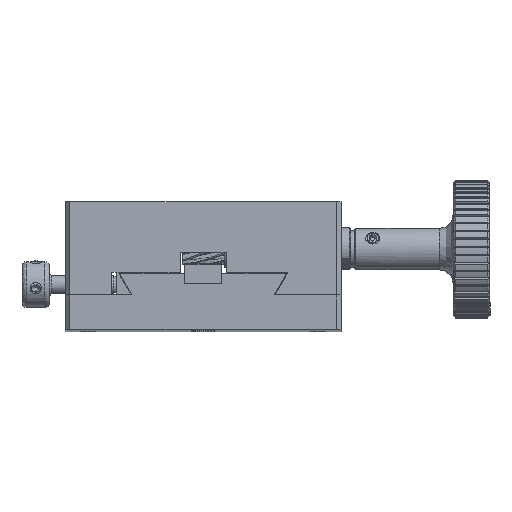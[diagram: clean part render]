
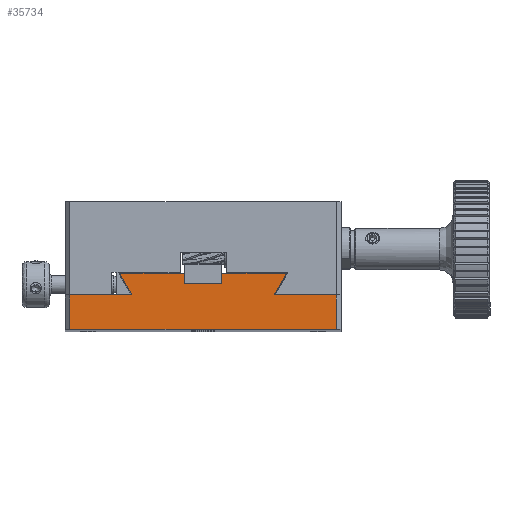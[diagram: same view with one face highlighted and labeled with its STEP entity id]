
A CAD part, top view. The second image highlights one B-rep face of the part: STEP entity #35734.
In plain terms, the highlighted planar face has unit normal (0, 0, 1).
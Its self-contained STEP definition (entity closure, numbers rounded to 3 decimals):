
#780 = ORIENTED_EDGE ( 'NONE', *, *, #62900, .F. ) ;
#2856 = ORIENTED_EDGE ( 'NONE', *, *, #53574, .F. ) ;
#3293 = DIRECTION ( 'NONE',  ( -1., 0., 0. ) ) ;
#3379 = EDGE_CURVE ( 'NONE', #35980, #31973, #20607, .T. ) ;
#3502 = ORIENTED_EDGE ( 'NONE', *, *, #78049, .F. ) ;
#4184 = EDGE_CURVE ( 'NONE', #31973, #60785, #65015, .T. ) ;
#5889 = LINE ( 'NONE', #29696, #42768 ) ;
#7632 = ORIENTED_EDGE ( 'NONE', *, *, #50300, .F. ) ;
#7859 = VECTOR ( 'NONE', #58891, 1000. ) ;
#8127 = CARTESIAN_POINT ( 'NONE',  ( 141.908, 59.025, 214.105 ) ) ;
#8931 = EDGE_CURVE ( 'NONE', #94909, #23852, #73083, .T. ) ;
#9141 = CARTESIAN_POINT ( 'NONE',  ( 128.408, 59.025, 214.105 ) ) ;
#9799 = LINE ( 'NONE', #26348, #88634 ) ;
#10708 = LINE ( 'NONE', #17978, #19732 ) ;
#11050 = PLANE ( 'NONE',  #64477 ) ;
#11463 = VECTOR ( 'NONE', #42127, 1000. ) ;
#11735 = VERTEX_POINT ( 'NONE', #80228 ) ;
#12144 = ORIENTED_EDGE ( 'NONE', *, *, #4184, .F. ) ;
#13545 = EDGE_CURVE ( 'NONE', #83227, #47906, #17814, .T. ) ;
#14012 = LINE ( 'NONE', #45581, #86852 ) ;
#14701 = ORIENTED_EDGE ( 'NONE', *, *, #58944, .F. ) ;
#16451 = DIRECTION ( 'NONE',  ( -0.5, 0.866, 0. ) ) ;
#16989 = EDGE_LOOP ( 'NONE', ( #14701, #12144, #84730, #21968, #2856, #60760, #80649, #31139, #7632, #96144, #780, #63313, #3502, #37562 ) ) ;
#17783 = VECTOR ( 'NONE', #96095, 1000. ) ;
#17814 = LINE ( 'NONE', #25060, #11463 ) ;
#17978 = CARTESIAN_POINT ( 'NONE',  ( 116.958, 51.525, 214.105 ) ) ;
#19732 = VECTOR ( 'NONE', #49536, 1000. ) ;
#20607 = LINE ( 'NONE', #66658, #7859 ) ;
#21665 = CARTESIAN_POINT ( 'NONE',  ( 97.408, 59.025, 214.105 ) ) ;
#21968 = ORIENTED_EDGE ( 'NONE', *, *, #32728, .T. ) ;
#23852 = VERTEX_POINT ( 'NONE', #86816 ) ;
#24338 = DIRECTION ( 'NONE',  ( 0., -1., 0. ) ) ;
#25060 = CARTESIAN_POINT ( 'NONE',  ( 142.908, 51.525, 214.105 ) ) ;
#26348 = CARTESIAN_POINT ( 'NONE',  ( 141.908, 51.525, 214.105 ) ) ;
#26500 = CARTESIAN_POINT ( 'NONE',  ( 108.858, 61.425, 214.105 ) ) ;
#27053 = DIRECTION ( 'NONE',  ( 0., 1., 0. ) ) ;
#29142 = CARTESIAN_POINT ( 'NONE',  ( 130.822, 63.206, 214.105 ) ) ;
#29696 = CARTESIAN_POINT ( 'NONE',  ( 112.908, 63.725, 214.105 ) ) ;
#31139 = ORIENTED_EDGE ( 'NONE', *, *, #86791, .F. ) ;
#31973 = VERTEX_POINT ( 'NONE', #9141 ) ;
#32728 = EDGE_CURVE ( 'NONE', #35980, #101767, #33468, .T. ) ;
#33148 = LINE ( 'NONE', #64716, #45169 ) ;
#33186 = CARTESIAN_POINT ( 'NONE',  ( 112.908, 63.725, 214.105 ) ) ;
#33468 = LINE ( 'NONE', #80590, #41277 ) ;
#35734 = ADVANCED_FACE ( 'NONE', ( #58662 ), #11050, .F. ) ;
#35980 = VERTEX_POINT ( 'NONE', #29142 ) ;
#37562 = ORIENTED_EDGE ( 'NONE', *, *, #13545, .T. ) ;
#41277 = VECTOR ( 'NONE', #88342, 1000. ) ;
#41919 = LINE ( 'NONE', #57956, #69992 ) ;
#42127 = DIRECTION ( 'NONE',  ( 1., 0., 0. ) ) ;
#42439 = VERTEX_POINT ( 'NONE', #91138 ) ;
#42624 = CARTESIAN_POINT ( 'NONE',  ( 112.908, 51.525, 214.105 ) ) ;
#42768 = VECTOR ( 'NONE', #53488, 1000. ) ;
#45169 = VECTOR ( 'NONE', #24338, 1000. ) ;
#45581 = CARTESIAN_POINT ( 'NONE',  ( 97.408, 59.025, 214.105 ) ) ;
#47089 = VERTEX_POINT ( 'NONE', #21665 ) ;
#47708 = DIRECTION ( 'NONE',  ( 1., 0., 0. ) ) ;
#47906 = VERTEX_POINT ( 'NONE', #97176 ) ;
#48054 = EDGE_CURVE ( 'NONE', #23852, #62628, #10708, .T. ) ;
#48731 = CARTESIAN_POINT ( 'NONE',  ( 112.908, 61.425, 214.105 ) ) ;
#49536 = DIRECTION ( 'NONE',  ( 0., 1., 0. ) ) ;
#50300 = EDGE_CURVE ( 'NONE', #85242, #11735, #5889, .T. ) ;
#53488 = DIRECTION ( 'NONE',  ( 1., 0., 0. ) ) ;
#53574 = EDGE_CURVE ( 'NONE', #62628, #101767, #72523, .T. ) ;
#57473 = CARTESIAN_POINT ( 'NONE',  ( 130.822, 63.725, 214.105 ) ) ;
#57956 = CARTESIAN_POINT ( 'NONE',  ( 112.908, 59.025, 214.105 ) ) ;
#58662 = FACE_OUTER_BOUND ( 'NONE', #16989, .T. ) ;
#58891 = DIRECTION ( 'NONE',  ( -0.5, -0.866, 0. ) ) ;
#58944 = EDGE_CURVE ( 'NONE', #60785, #47906, #9799, .T. ) ;
#60760 = ORIENTED_EDGE ( 'NONE', *, *, #48054, .F. ) ;
#60785 = VERTEX_POINT ( 'NONE', #8127 ) ;
#62628 = VERTEX_POINT ( 'NONE', #63038 ) ;
#62900 = EDGE_CURVE ( 'NONE', #47089, #79879, #14012, .T. ) ;
#63038 = CARTESIAN_POINT ( 'NONE',  ( 116.958, 63.725, 214.105 ) ) ;
#63313 = ORIENTED_EDGE ( 'NONE', *, *, #87326, .F. ) ;
#64327 = LINE ( 'NONE', #87639, #70037 ) ;
#64405 = VECTOR ( 'NONE', #96336, 1000. ) ;
#64477 = AXIS2_PLACEMENT_3D ( 'NONE', #42624, #74209, #3293 ) ;
#64716 = CARTESIAN_POINT ( 'NONE',  ( 108.858, 51.525, 214.105 ) ) ;
#65015 = LINE ( 'NONE', #71759, #17783 ) ;
#66386 = LINE ( 'NONE', #89702, #78412 ) ;
#66658 = CARTESIAN_POINT ( 'NONE',  ( 130.822, 63.206, 214.105 ) ) ;
#69203 = VECTOR ( 'NONE', #47708, 1000. ) ;
#69992 = VECTOR ( 'NONE', #75045, 1000. ) ;
#70037 = VECTOR ( 'NONE', #87120, 1000. ) ;
#71759 = CARTESIAN_POINT ( 'NONE',  ( 112.908, 59.025, 214.105 ) ) ;
#72447 = DIRECTION ( 'NONE',  ( 0., -1., 0. ) ) ;
#72523 = LINE ( 'NONE', #33186, #64405 ) ;
#73083 = LINE ( 'NONE', #48731, #69203 ) ;
#74209 = DIRECTION ( 'NONE',  ( 0., 0., -1. ) ) ;
#75045 = DIRECTION ( 'NONE',  ( 1., 0., 0. ) ) ;
#78049 = EDGE_CURVE ( 'NONE', #83227, #42439, #66386, .T. ) ;
#78412 = VECTOR ( 'NONE', #27053, 1000. ) ;
#79879 = VERTEX_POINT ( 'NONE', #92281 ) ;
#80228 = CARTESIAN_POINT ( 'NONE',  ( 108.858, 63.725, 214.105 ) ) ;
#80590 = CARTESIAN_POINT ( 'NONE',  ( 130.822, 63.725, 214.105 ) ) ;
#80649 = ORIENTED_EDGE ( 'NONE', *, *, #8931, .F. ) ;
#83227 = VERTEX_POINT ( 'NONE', #91413 ) ;
#84730 = ORIENTED_EDGE ( 'NONE', *, *, #3379, .F. ) ;
#85242 = VERTEX_POINT ( 'NONE', #98977 ) ;
#86791 = EDGE_CURVE ( 'NONE', #11735, #94909, #33148, .T. ) ;
#86816 = CARTESIAN_POINT ( 'NONE',  ( 116.958, 61.425, 214.105 ) ) ;
#86852 = VECTOR ( 'NONE', #16451, 1000. ) ;
#87120 = DIRECTION ( 'NONE',  ( 0., -1., 0. ) ) ;
#87326 = EDGE_CURVE ( 'NONE', #42439, #47089, #41919, .T. ) ;
#87639 = CARTESIAN_POINT ( 'NONE',  ( 94.995, 63.725, 214.105 ) ) ;
#88342 = DIRECTION ( 'NONE',  ( 0., 1., 0. ) ) ;
#88634 = VECTOR ( 'NONE', #72447, 1000. ) ;
#89702 = CARTESIAN_POINT ( 'NONE',  ( 83.908, 51.525, 214.105 ) ) ;
#90790 = EDGE_CURVE ( 'NONE', #85242, #79879, #64327, .T. ) ;
#91138 = CARTESIAN_POINT ( 'NONE',  ( 83.908, 59.025, 214.105 ) ) ;
#91413 = CARTESIAN_POINT ( 'NONE',  ( 83.908, 51.525, 214.105 ) ) ;
#92281 = CARTESIAN_POINT ( 'NONE',  ( 94.995, 63.206, 214.105 ) ) ;
#94909 = VERTEX_POINT ( 'NONE', #26500 ) ;
#96095 = DIRECTION ( 'NONE',  ( 1., 0., 0. ) ) ;
#96144 = ORIENTED_EDGE ( 'NONE', *, *, #90790, .T. ) ;
#96336 = DIRECTION ( 'NONE',  ( 1., 0., 0. ) ) ;
#97176 = CARTESIAN_POINT ( 'NONE',  ( 141.908, 51.525, 214.105 ) ) ;
#98977 = CARTESIAN_POINT ( 'NONE',  ( 94.995, 63.725, 214.105 ) ) ;
#101767 = VERTEX_POINT ( 'NONE', #57473 ) ;
